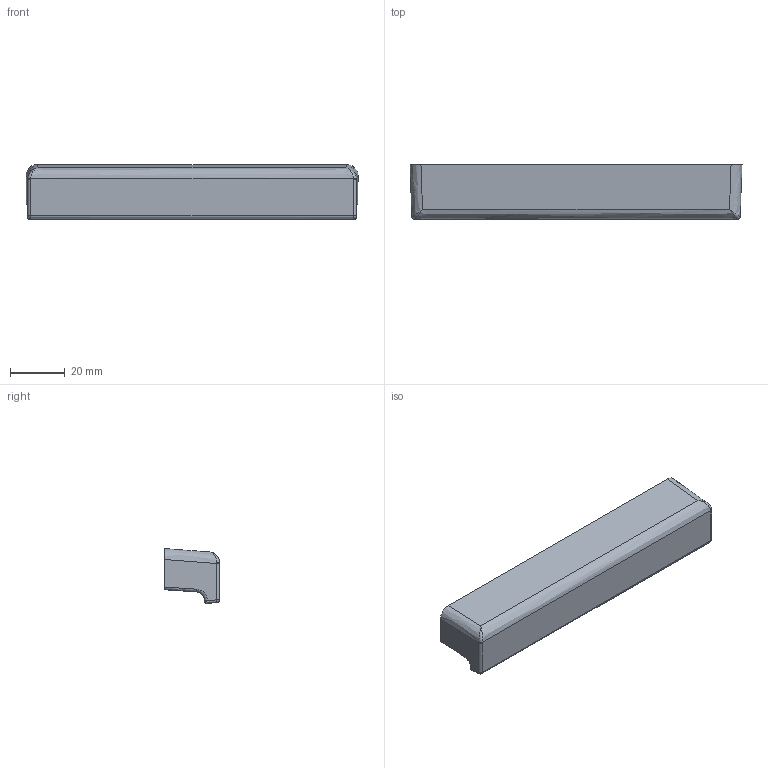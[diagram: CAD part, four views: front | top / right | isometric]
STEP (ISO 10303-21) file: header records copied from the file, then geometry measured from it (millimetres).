
FILE_DESCRIPTION((''),'2;1');
FILE_NAME('','2005-10-07T13:47:45',(''),(''),'','CADfix','');
FILE_SCHEMA(('AUTOMOTIVE_DESIGN'));
Length unit declared in the file: millimetre
Products named in the file (3): insert; pull; THA_312_1_18299_36
Assembly tree (3 placements, depth 2):
  THA_312_1_18299_36
    insert  x2
    pull
Bounding box: 121 x 20 x 20 mm (x, y, z)
Volume: 17084.7 mm3; surface area: 13804.6 mm2
Topology: 3 solids, 3 shells, 94 faces, 234 edges, 144 vertices
Faces by surface type: bspline 94
Entity records: 2705 total; most frequent: CARTESIAN_POINT 1463, ORIENTED_EDGE 400, EDGE_CURVE 200, VERTEX_POINT 124, QUASI_UNIFORM_CURVE 120, EDGE_LOOP 86, FACE_OUTER_BOUND 83, ADVANCED_FACE 83
